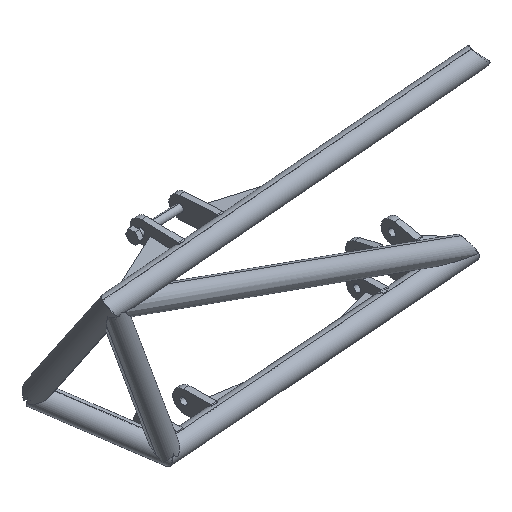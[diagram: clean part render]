
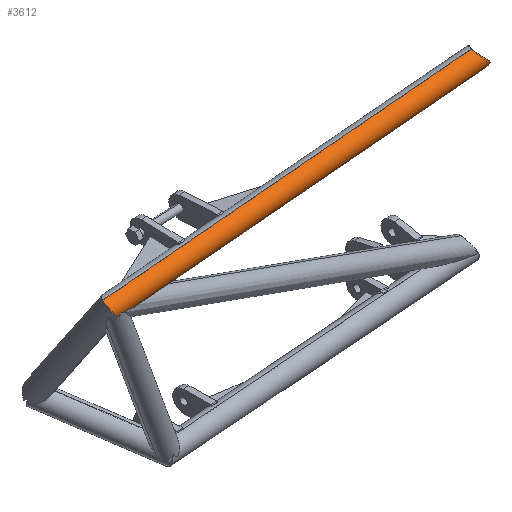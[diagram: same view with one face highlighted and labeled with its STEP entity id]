
A CAD part, isometric view. The second image highlights one B-rep face of the part: STEP entity #3612.
In plain terms, the highlighted cylindrical face has radius 14 mm (diameter 28 mm), a partial arc.
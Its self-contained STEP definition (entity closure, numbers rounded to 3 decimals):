
#3355=CARTESIAN_POINT('Vertex',(-1940.675,-303.548,120.283)) ;
#3357=CARTESIAN_POINT('Vertex',(-1916.943,-304.944,94.959)) ;
#3361=CARTESIAN_POINT('Control Point',(-1916.943,-304.944,94.959)) ;
#3362=CARTESIAN_POINT('Control Point',(-1917.497,-305.896,94.899)) ;
#3363=CARTESIAN_POINT('Control Point',(-1918.11,-306.82,94.918)) ;
#3364=CARTESIAN_POINT('Control Point',(-1918.769,-307.706,95.009)) ;
#3365=CARTESIAN_POINT('Control Point',(-1920.278,-309.541,95.347)) ;
#3366=CARTESIAN_POINT('Control Point',(-1921.926,-311.178,95.958)) ;
#3367=CARTESIAN_POINT('Control Point',(-1922.844,-312.001,96.358)) ;
#3368=CARTESIAN_POINT('Control Point',(-1925.189,-313.9,97.514)) ;
#3369=CARTESIAN_POINT('Control Point',(-1927.629,-315.404,99.027)) ;
#3370=CARTESIAN_POINT('Control Point',(-1929.105,-316.158,100.045)) ;
#3371=CARTESIAN_POINT('Control Point',(-1931.747,-317.234,102.051)) ;
#3372=CARTESIAN_POINT('Control Point',(-1934.314,-317.761,104.341)) ;
#3373=CARTESIAN_POINT('Control Point',(-1935.425,-317.88,105.406)) ;
#3374=CARTESIAN_POINT('Control Point',(-1937.232,-317.867,107.272)) ;
#3375=CARTESIAN_POINT('Control Point',(-1938.874,-317.455,109.233)) ;
#3376=CARTESIAN_POINT('Control Point',(-1939.507,-317.217,110.041)) ;
#3377=CARTESIAN_POINT('Control Point',(-1940.599,-316.637,111.548)) ;
#3378=CARTESIAN_POINT('Control Point',(-1941.507,-315.784,113.045)) ;
#3379=CARTESIAN_POINT('Control Point',(-1941.879,-315.332,113.726)) ;
#3380=CARTESIAN_POINT('Control Point',(-1942.478,-314.363,114.984)) ;
#3381=CARTESIAN_POINT('Control Point',(-1942.857,-313.19,116.149)) ;
#3382=CARTESIAN_POINT('Control Point',(-1942.981,-312.595,116.671)) ;
#3383=CARTESIAN_POINT('Control Point',(-1943.113,-311.346,117.632)) ;
#3384=CARTESIAN_POINT('Control Point',(-1943.02,-309.987,118.435)) ;
#3385=CARTESIAN_POINT('Control Point',(-1942.919,-309.296,118.788)) ;
#3386=CARTESIAN_POINT('Control Point',(-1942.645,-308.042,119.337)) ;
#3387=CARTESIAN_POINT('Control Point',(-1942.221,-306.777,119.737)) ;
#3388=CARTESIAN_POINT('Control Point',(-1942.007,-306.22,119.885)) ;
#3389=CARTESIAN_POINT('Control Point',(-1941.629,-305.345,120.076)) ;
#3390=CARTESIAN_POINT('Control Point',(-1941.195,-304.484,120.199)) ;
#3391=CARTESIAN_POINT('Control Point',(-1941.028,-304.169,120.236)) ;
#3392=CARTESIAN_POINT('Control Point',(-1940.855,-303.857,120.264)) ;
#3393=CARTESIAN_POINT('Control Point',(-1940.675,-303.548,120.283)) ;
#3477=CARTESIAN_POINT('Line Origine',(-497191.24,28831.122,-60020.082)) ;
#3481=CARTESIAN_POINT('Vertex',(-1444.389,-332.744,152.316)) ;
#3484=CARTESIAN_POINT('Line Origine',(-497194.603,28831.32,-59992.285)) ;
#3488=CARTESIAN_POINT('Vertex',(-1930.49,-304.147,121.519)) ;
#3491=CARTESIAN_POINT('Line Origine',(-497194.603,28831.32,-59992.285)) ;
#3495=CARTESIAN_POINT('Vertex',(-1447.622,-332.553,180.129)) ;
#3550=CARTESIAN_POINT('Axis2P3D Location',(-1680.085,-318.878,137.811)) ;
#3556=CARTESIAN_POINT('Control Point',(-1447.916,-335.711,179.749)) ;
#3557=CARTESIAN_POINT('Control Point',(-1447.892,-336.611,179.549)) ;
#3558=CARTESIAN_POINT('Control Point',(-1447.788,-337.504,179.282)) ;
#3559=CARTESIAN_POINT('Control Point',(-1447.602,-338.371,178.952)) ;
#3560=CARTESIAN_POINT('Control Point',(-1447.039,-340.168,178.117)) ;
#3561=CARTESIAN_POINT('Control Point',(-1446.167,-341.752,177.061)) ;
#3562=CARTESIAN_POINT('Control Point',(-1445.622,-342.53,176.442)) ;
#3563=CARTESIAN_POINT('Control Point',(-1444.377,-343.979,175.088)) ;
#3564=CARTESIAN_POINT('Control Point',(-1442.934,-345.109,173.604)) ;
#3565=CARTESIAN_POINT('Control Point',(-1442.154,-345.608,172.813)) ;
#3566=CARTESIAN_POINT('Control Point',(-1441.08,-346.166,171.73)) ;
#3567=CARTESIAN_POINT('Control Point',(-1439.993,-346.58,170.6)) ;
#3568=CARTESIAN_POINT('Control Point',(-1439.722,-346.675,170.315)) ;
#3569=CARTESIAN_POINT('Control Point',(-1439.076,-346.879,169.625)) ;
#3570=CARTESIAN_POINT('Control Point',(-1438.441,-347.03,168.91)) ;
#3571=CARTESIAN_POINT('Control Point',(-1438.08,-347.1,168.485)) ;
#3572=CARTESIAN_POINT('Control Point',(-1437.49,-347.184,167.745)) ;
#3573=CARTESIAN_POINT('Control Point',(-1436.973,-347.203,166.952)) ;
#3574=CARTESIAN_POINT('Control Point',(-1436.778,-347.198,166.617)) ;
#3575=CARTESIAN_POINT('Control Point',(-1436.478,-347.166,166.007)) ;
#3576=CARTESIAN_POINT('Control Point',(-1436.279,-347.087,165.365)) ;
#3577=CARTESIAN_POINT('Control Point',(-1436.216,-347.044,165.083)) ;
#3578=CARTESIAN_POINT('Control Point',(-1436.141,-346.94,164.519)) ;
#3579=CARTESIAN_POINT('Control Point',(-1436.161,-346.803,163.958)) ;
#3580=CARTESIAN_POINT('Control Point',(-1436.193,-346.728,163.684)) ;
#3581=CARTESIAN_POINT('Control Point',(-1436.315,-346.529,163.02)) ;
#3582=CARTESIAN_POINT('Control Point',(-1436.528,-346.297,162.387)) ;
#3583=CARTESIAN_POINT('Control Point',(-1436.676,-346.15,162.021)) ;
#3584=CARTESIAN_POINT('Control Point',(-1437.28,-345.573,160.709)) ;
#3585=CARTESIAN_POINT('Control Point',(-1438.036,-344.886,159.524)) ;
#3586=CARTESIAN_POINT('Control Point',(-1438.596,-344.331,158.704)) ;
#3587=CARTESIAN_POINT('Control Point',(-1439.986,-342.832,156.806)) ;
#3588=CARTESIAN_POINT('Control Point',(-1441.325,-340.992,155.195)) ;
#3589=CARTESIAN_POINT('Control Point',(-1442.066,-339.781,154.35)) ;
#3590=CARTESIAN_POINT('Control Point',(-1443.104,-337.691,153.253)) ;
#3591=CARTESIAN_POINT('Control Point',(-1443.857,-335.368,152.603)) ;
#3592=CARTESIAN_POINT('Control Point',(-1444.086,-334.504,152.434)) ;
#3593=CARTESIAN_POINT('Control Point',(-1444.264,-333.625,152.338)) ;
#3594=CARTESIAN_POINT('Control Point',(-1444.389,-332.744,152.316)) ;
#3595=CARTESIAN_POINT('Vertex',(-1447.916,-335.711,179.749)) ;
#3599=CARTESIAN_POINT('Control Point',(-1447.622,-332.553,180.129)) ;
#3600=CARTESIAN_POINT('Control Point',(-1447.846,-333.611,180.109)) ;
#3601=CARTESIAN_POINT('Control Point',(-1447.945,-334.68,179.979)) ;
#3602=CARTESIAN_POINT('Control Point',(-1447.916,-335.711,179.749)) ;
#3478=DIRECTION('Vector Direction',(-0.991,0.058,-0.12)) ;
#3485=DIRECTION('Vector Direction',(-0.991,0.058,-0.12)) ;
#3492=DIRECTION('Vector Direction',(-0.991,0.058,-0.12)) ;
#3551=DIRECTION('Axis2P3D Direction',(-0.991,0.058,-0.12)) ;
#3552=DIRECTION('Axis2P3D XDirection',(0.12,-0.007,-0.993)) ;
#3553=AXIS2_PLACEMENT_3D('Cylinder Axis2P3D',#3550,#3551,#3552) ;
#3605=ORIENTED_EDGE('',*,*,#3497,.T.) ;
#3606=ORIENTED_EDGE('',*,*,#3490,.T.) ;
#3607=ORIENTED_EDGE('',*,*,#3394,.F.) ;
#3608=ORIENTED_EDGE('',*,*,#3483,.F.) ;
#3609=ORIENTED_EDGE('',*,*,#3597,.F.) ;
#3610=ORIENTED_EDGE('',*,*,#3603,.F.) ;
#3479=VECTOR('Line Direction',#3478,1.) ;
#3486=VECTOR('Line Direction',#3485,1.) ;
#3493=VECTOR('Line Direction',#3492,1.) ;
#3612=ADVANCED_FACE('Corps principal',(#3611),#3554,.T.) ;
#3360=B_SPLINE_CURVE_WITH_KNOTS('',5,(#3361,#3362,#3363,#3364,#3365,#3366,#3367,#3368,#3369,#3370,#3371,#3372,#3373,#3374,#3375,#3376,#3377,#3378,#3379,#3380,#3381,#3382,#3383,#3384,#3385,#3386,#3387,#3388,#3389,#3390,#3391,#3392,#3393),.UNSPECIFIED.,.F.,.U.,(6,3,3,3,3,3,3,3,3,3,6),(0.,7.802,16.927,30.604,41.461,48.878,55.19,60.823,66.324,70.657,73.189),.UNSPECIFIED.) ;
#3555=B_SPLINE_CURVE_WITH_KNOTS('',5,(#3556,#3557,#3558,#3559,#3560,#3561,#3562,#3563,#3564,#3565,#3566,#3567,#3568,#3569,#3570,#3571,#3572,#3573,#3574,#3575,#3576,#3577,#3578,#3579,#3580,#3581,#3582,#3583,#3584,#3585,#3586,#3587,#3588,#3589,#3590,#3591,#3592,#3593,#3594),.UNSPECIFIED.,.F.,.U.,(6,3,3,3,3,3,3,3,3,3,3,3,6),(0.,6.897,14.921,23.462,26.3,30.247,32.957,35.019,37.028,39.98,47.948,59.517,66.059),.UNSPECIFIED.) ;
#3598=B_SPLINE_CURVE_WITH_KNOTS('',3,(#3599,#3600,#3601,#3602),.UNSPECIFIED.,.F.,.U.,(4,4),(0.,4.736),.UNSPECIFIED.) ;
#3554=CYLINDRICAL_SURFACE('generated cylinder',#3553,14.) ;
#3394=EDGE_CURVE('',#3358,#3356,#3360,.T.) ;
#3483=EDGE_CURVE('',#3482,#3358,#3480,.T.) ;
#3490=EDGE_CURVE('',#3489,#3356,#3487,.T.) ;
#3497=EDGE_CURVE('',#3496,#3489,#3494,.T.) ;
#3597=EDGE_CURVE('',#3596,#3482,#3555,.T.) ;
#3603=EDGE_CURVE('',#3496,#3596,#3598,.T.) ;
#3604=EDGE_LOOP('',(#3605,#3606,#3607,#3608,#3609,#3610)) ;
#3611=FACE_OUTER_BOUND('',#3604,.T.) ;
#3480=LINE('Line',#3477,#3479) ;
#3487=LINE('Line',#3484,#3486) ;
#3494=LINE('Line',#3491,#3493) ;
#3356=VERTEX_POINT('',#3355) ;
#3358=VERTEX_POINT('',#3357) ;
#3482=VERTEX_POINT('',#3481) ;
#3489=VERTEX_POINT('',#3488) ;
#3496=VERTEX_POINT('',#3495) ;
#3596=VERTEX_POINT('',#3595) ;
